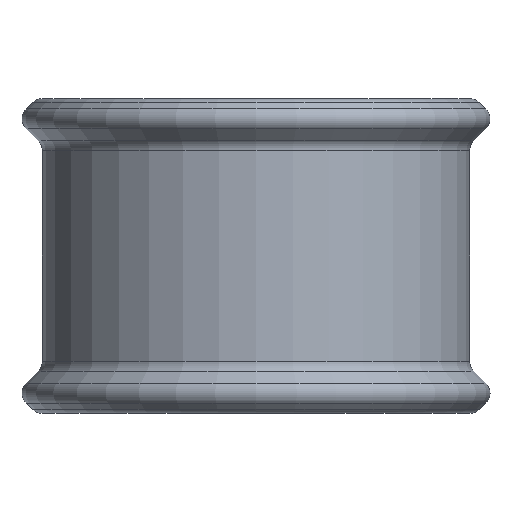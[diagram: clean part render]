
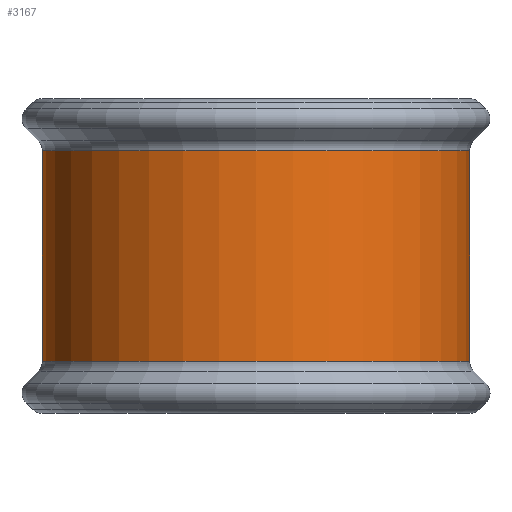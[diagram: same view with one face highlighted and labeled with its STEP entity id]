
A CAD part, front view. The second image highlights one B-rep face of the part: STEP entity #3167.
In plain terms, the highlighted cylindrical face has radius 11.709 mm (diameter 23.419 mm), a partial arc.
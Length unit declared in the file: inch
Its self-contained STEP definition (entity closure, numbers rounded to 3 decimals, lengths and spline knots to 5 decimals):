
#269 = DIRECTION ( 'NONE',  ( 0., 0., 1. ) ) ;
#311 = CARTESIAN_POINT ( 'NONE',  ( -0.055, -0.875, 0.22729 ) ) ;
#503 = VERTEX_POINT ( 'NONE', #4332 ) ;
#706 = VERTEX_POINT ( 'NONE', #2093 ) ;
#707 = EDGE_CURVE ( 'NONE', #503, #4919, #2310, .T. ) ;
#738 = AXIS2_PLACEMENT_3D ( 'NONE', #1753, #5056, #2219 ) ;
#790 = ORIENTED_EDGE ( 'NONE', *, *, #707, .F. ) ;
#952 = CIRCLE ( 'NONE', #4800, 0.461 ) ;
#1236 = EDGE_LOOP ( 'NONE', ( #5137, #2019, #790, #2323 ) ) ;
#1627 = CARTESIAN_POINT ( 'NONE',  ( -0.055, -0.875, 0.22729 ) ) ;
#1753 = CARTESIAN_POINT ( 'NONE',  ( 0.406, -0.875, -0.22729 ) ) ;
#2019 = ORIENTED_EDGE ( 'NONE', *, *, #4053, .T. ) ;
#2026 = VERTEX_POINT ( 'NONE', #4587 ) ;
#2093 = CARTESIAN_POINT ( 'NONE',  ( 0.406, -0.414, 0.22729 ) ) ;
#2219 = DIRECTION ( 'NONE',  ( -1., 0., 0. ) ) ;
#2310 = LINE ( 'NONE', #1627, #3426 ) ;
#2323 = ORIENTED_EDGE ( 'NONE', *, *, #5544, .F. ) ;
#2471 = CARTESIAN_POINT ( 'NONE',  ( 0.406, -0.875, 0.22729 ) ) ;
#2562 = DIRECTION ( 'NONE',  ( 0., 0., 1. ) ) ;
#2944 = DIRECTION ( 'NONE',  ( -1., 0., 0. ) ) ;
#3041 = VECTOR ( 'NONE', #269, 39.37008 ) ;
#3070 = CARTESIAN_POINT ( 'NONE',  ( 0.406, -0.414, 0.22729 ) ) ;
#3167 = ADVANCED_FACE ( 'NONE', ( #4081 ), #4731, .T. ) ;
#3426 = VECTOR ( 'NONE', #2562, 39.37008 ) ;
#3711 = CIRCLE ( 'NONE', #738, 0.461 ) ;
#4053 = EDGE_CURVE ( 'NONE', #706, #4919, #952, .T. ) ;
#4081 = FACE_OUTER_BOUND ( 'NONE', #1236, .T. ) ;
#4332 = CARTESIAN_POINT ( 'NONE',  ( -0.055, -0.875, -0.22729 ) ) ;
#4587 = CARTESIAN_POINT ( 'NONE',  ( 0.406, -0.414, -0.22729 ) ) ;
#4731 = CYLINDRICAL_SURFACE ( 'NONE', #5995, 0.461 ) ;
#4793 = EDGE_CURVE ( 'NONE', #2026, #706, #5573, .T. ) ;
#4800 = AXIS2_PLACEMENT_3D ( 'NONE', #2471, #5787, #2944 ) ;
#4874 = CARTESIAN_POINT ( 'NONE',  ( 0.406, -0.875, 0. ) ) ;
#4919 = VERTEX_POINT ( 'NONE', #311 ) ;
#5056 = DIRECTION ( 'NONE',  ( 0., 0., -1. ) ) ;
#5137 = ORIENTED_EDGE ( 'NONE', *, *, #4793, .T. ) ;
#5379 = DIRECTION ( 'NONE',  ( -1., 0., 0. ) ) ;
#5544 = EDGE_CURVE ( 'NONE', #2026, #503, #3711, .T. ) ;
#5573 = LINE ( 'NONE', #3070, #3041 ) ;
#5787 = DIRECTION ( 'NONE',  ( 0., 0., -1. ) ) ;
#5829 = DIRECTION ( 'NONE',  ( 0., 0., -1. ) ) ;
#5995 = AXIS2_PLACEMENT_3D ( 'NONE', #4874, #5829, #5379 ) ;
